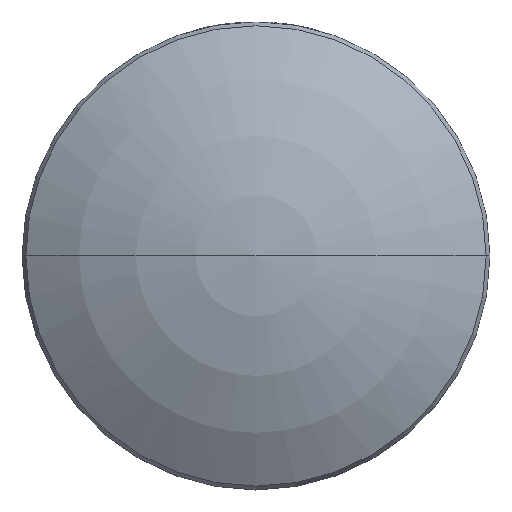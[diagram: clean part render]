
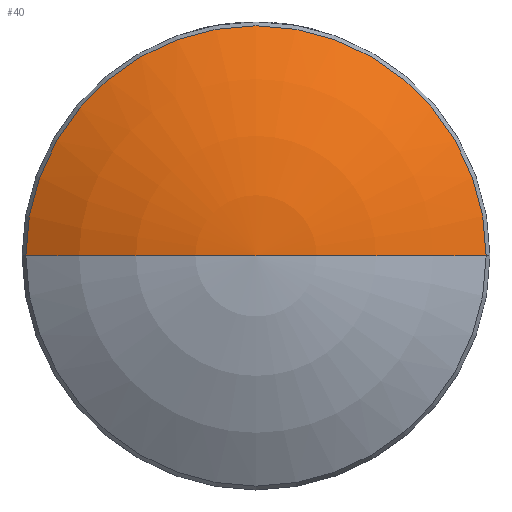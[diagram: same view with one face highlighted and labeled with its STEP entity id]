
A CAD part, top view. The second image highlights one B-rep face of the part: STEP entity #40.
In plain terms, the highlighted toroidal (fillet/blend) face has major radius 0.006 mm and minor radius 23 mm.
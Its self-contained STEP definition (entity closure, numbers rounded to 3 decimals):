
#40 = ADVANCED_FACE ( 'NONE', ( #336 ), #979, .T. ) ;
#144 = CARTESIAN_POINT ( 'NONE',  ( 12.493, 0., 2.135 ) ) ;
#158 = EDGE_CURVE ( 'NONE', #1196, #1325, #455, .T. ) ;
#207 = EDGE_CURVE ( 'NONE', #1196, #600, #1719, .T. ) ;
#336 = FACE_OUTER_BOUND ( 'NONE', #1889, .T. ) ;
#413 = DIRECTION ( 'NONE',  ( -1., 0., 0. ) ) ;
#421 = ORIENTED_EDGE ( 'NONE', *, *, #158, .T. ) ;
#455 = CIRCLE ( 'NONE', #1961, 23. ) ;
#600 = VERTEX_POINT ( 'NONE', #1512 ) ;
#979 = TOROIDAL_SURFACE ( 'NONE', #1244, 0.006, 23. ) ;
#987 = CARTESIAN_POINT ( 'NONE',  ( 0., 0., -17.18 ) ) ;
#1119 = AXIS2_PLACEMENT_3D ( 'NONE', #1590, #2344, #2174 ) ;
#1191 = DIRECTION ( 'NONE',  ( -1., 0., 0. ) ) ;
#1196 = VERTEX_POINT ( 'NONE', #1356 ) ;
#1199 = DIRECTION ( 'NONE',  ( 0., 0., -1. ) ) ;
#1200 = ORIENTED_EDGE ( 'NONE', *, *, #1569, .T. ) ;
#1235 = DIRECTION ( 'NONE',  ( 0., 1., 0. ) ) ;
#1244 = AXIS2_PLACEMENT_3D ( 'NONE', #987, #1199, #1191 ) ;
#1325 = VERTEX_POINT ( 'NONE', #144 ) ;
#1344 = AXIS2_PLACEMENT_3D ( 'NONE', #1346, #1531, #413 ) ;
#1346 = CARTESIAN_POINT ( 'NONE',  ( 0., 0., 2.135 ) ) ;
#1356 = CARTESIAN_POINT ( 'NONE',  ( 0., 0., 5.82 ) ) ;
#1512 = CARTESIAN_POINT ( 'NONE',  ( -12.493, 0., 2.135 ) ) ;
#1531 = DIRECTION ( 'NONE',  ( 0., 0., 1. ) ) ;
#1569 = EDGE_CURVE ( 'NONE', #1325, #600, #2078, .T. ) ;
#1590 = CARTESIAN_POINT ( 'NONE',  ( -0.006, 0., -17.18 ) ) ;
#1719 = CIRCLE ( 'NONE', #1119, 23. ) ;
#1790 = DIRECTION ( 'NONE',  ( -1., 0., 0. ) ) ;
#1889 = EDGE_LOOP ( 'NONE', ( #2207, #421, #1200 ) ) ;
#1961 = AXIS2_PLACEMENT_3D ( 'NONE', #2176, #1235, #1790 ) ;
#2078 = CIRCLE ( 'NONE', #1344, 12.493 ) ;
#2174 = DIRECTION ( 'NONE',  ( 0., 0., -1. ) ) ;
#2176 = CARTESIAN_POINT ( 'NONE',  ( 0.006, 0., -17.18 ) ) ;
#2207 = ORIENTED_EDGE ( 'NONE', *, *, #207, .F. ) ;
#2344 = DIRECTION ( 'NONE',  ( 0., -1., 0. ) ) ;
